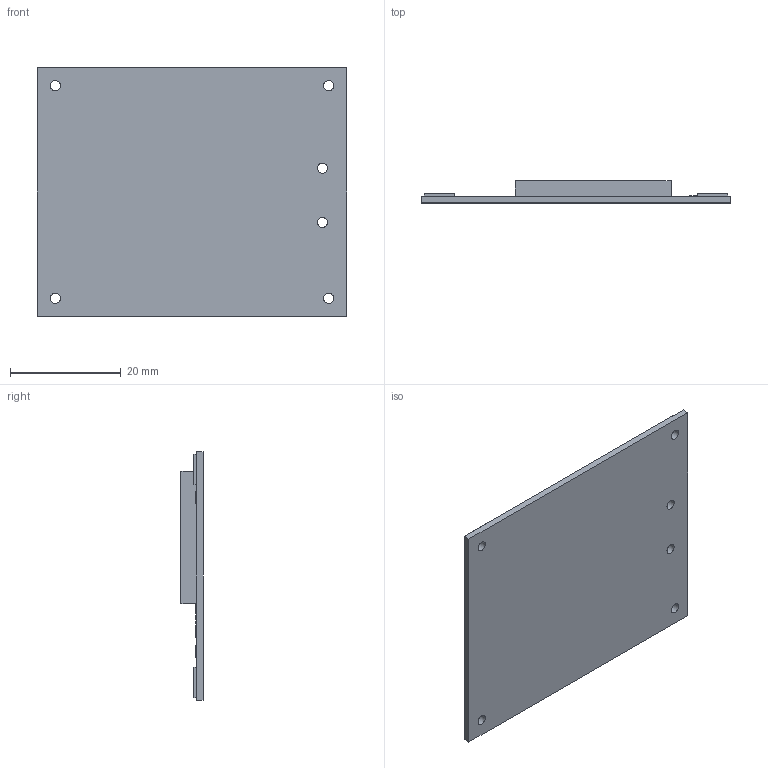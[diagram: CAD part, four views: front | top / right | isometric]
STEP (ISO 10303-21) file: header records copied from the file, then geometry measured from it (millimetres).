
FILE_DESCRIPTION(/* description */ (''),/* implementation_level */ '2;1');
FILE_NAME(/* name */ 'HX-3S-FL25A v3.step',/* time_stamp */ '2020-06-24T15:52:51-07:00',/* author */ (''),/* organization */ (''),/* preprocessor_version */ 'ST-DEVELOPER v18.1',/* originating_system */ 'Autodesk Translation Framework v9.3.0.1241',/* authorisation */ '');
FILE_SCHEMA (('AUTOMOTIVE_DESIGN { 1 0 10303 214 3 1 1 }'));
Length unit declared in the file: millimetre
Products named in the file (1): HX-3S-FL25A
Bounding box: 56 x 4 x 45 mm (x, y, z)
Volume: 4964.6 mm3; surface area: 5664.8 mm2
Topology: 1 solids, 1 shells, 469 faces, 1278 edges, 852 vertices
Faces by surface type: plane 235, bspline 226, cylinder 8
Full cylindrical faces by diameter (mm): 1.83 x6, 6.25 x2
Entity records: 16888 total; most frequent: CARTESIAN_POINT 6442, ORIENTED_EDGE 2556, DIRECTION 1330, EDGE_CURVE 1278, VERTEX_POINT 852, LINE 810, VECTOR 810, EDGE_LOOP 522
